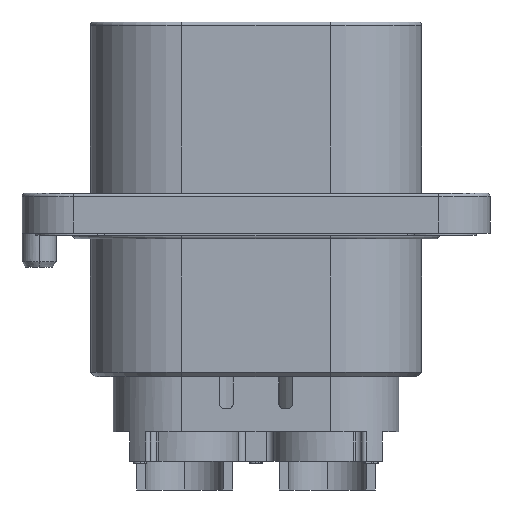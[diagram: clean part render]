
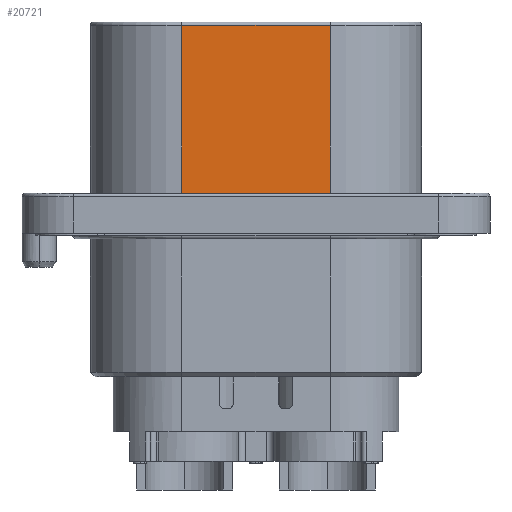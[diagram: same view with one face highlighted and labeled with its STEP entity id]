
A CAD part, left-side view. The second image highlights one B-rep face of the part: STEP entity #20721.
In plain terms, the highlighted planar face has unit normal (-1, 0, 0).
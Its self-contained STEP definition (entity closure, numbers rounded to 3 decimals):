
#131 = AXIS2_PLACEMENT_3D ( 'NONE', #19336, #4510, #21797 ) ;
#348 = CARTESIAN_POINT ( 'NONE',  ( -12.7, -16., 16.548 ) ) ;
#1260 = VERTEX_POINT ( 'NONE', #24517 ) ;
#2339 = VECTOR ( 'NONE', #16068, 1000. ) ;
#3188 = CARTESIAN_POINT ( 'NONE',  ( -12.7, 6.5, 16.548 ) ) ;
#4218 = LINE ( 'NONE', #19826, #29730 ) ;
#4510 = DIRECTION ( 'NONE',  ( -1., 0., 0. ) ) ;
#6337 = ORIENTED_EDGE ( 'NONE', *, *, #10767, .T. ) ;
#7639 = CARTESIAN_POINT ( 'NONE',  ( -12.7, -6.5, 31.548 ) ) ;
#7715 = LINE ( 'NONE', #348, #17019 ) ;
#7941 = DIRECTION ( 'NONE',  ( 0., -1., 0. ) ) ;
#10282 = CARTESIAN_POINT ( 'NONE',  ( -12.7, -6.5, 16.548 ) ) ;
#10427 = EDGE_CURVE ( 'NONE', #29231, #18620, #30535, .T. ) ;
#10670 = EDGE_CURVE ( 'NONE', #1260, #16473, #4218, .T. ) ;
#10767 = EDGE_CURVE ( 'NONE', #16473, #18620, #7715, .T. ) ;
#11720 = VECTOR ( 'NONE', #14941, 1000. ) ;
#14687 = ORIENTED_EDGE ( 'NONE', *, *, #16086, .T. ) ;
#14827 = LINE ( 'NONE', #30798, #2339 ) ;
#14941 = DIRECTION ( 'NONE',  ( 0., 0., -1. ) ) ;
#16068 = DIRECTION ( 'NONE',  ( 0., 1., 0. ) ) ;
#16086 = EDGE_CURVE ( 'NONE', #29231, #1260, #14827, .T. ) ;
#16407 = CARTESIAN_POINT ( 'NONE',  ( -12.7, -6.5, 31.248 ) ) ;
#16473 = VERTEX_POINT ( 'NONE', #3188 ) ;
#17019 = VECTOR ( 'NONE', #7941, 1000. ) ;
#18620 = VERTEX_POINT ( 'NONE', #10282 ) ;
#19125 = FACE_OUTER_BOUND ( 'NONE', #28812, .T. ) ;
#19336 = CARTESIAN_POINT ( 'NONE',  ( -12.7, 6.5, 31.548 ) ) ;
#19826 = CARTESIAN_POINT ( 'NONE',  ( -12.7, 6.5, 31.548 ) ) ;
#19857 = ORIENTED_EDGE ( 'NONE', *, *, #10670, .T. ) ;
#20721 = ADVANCED_FACE ( 'NONE', ( #19125 ), #31525, .T. ) ;
#21797 = DIRECTION ( 'NONE',  ( 0., 0., -1. ) ) ;
#22278 = DIRECTION ( 'NONE',  ( 0., 0., -1. ) ) ;
#24517 = CARTESIAN_POINT ( 'NONE',  ( -12.7, 6.5, 31.248 ) ) ;
#28812 = EDGE_LOOP ( 'NONE', ( #30562, #14687, #19857, #6337 ) ) ;
#29231 = VERTEX_POINT ( 'NONE', #16407 ) ;
#29730 = VECTOR ( 'NONE', #22278, 1000. ) ;
#30535 = LINE ( 'NONE', #7639, #11720 ) ;
#30562 = ORIENTED_EDGE ( 'NONE', *, *, #10427, .F. ) ;
#30798 = CARTESIAN_POINT ( 'NONE',  ( -12.7, 6.5, 31.248 ) ) ;
#31525 = PLANE ( 'NONE',  #131 ) ;
